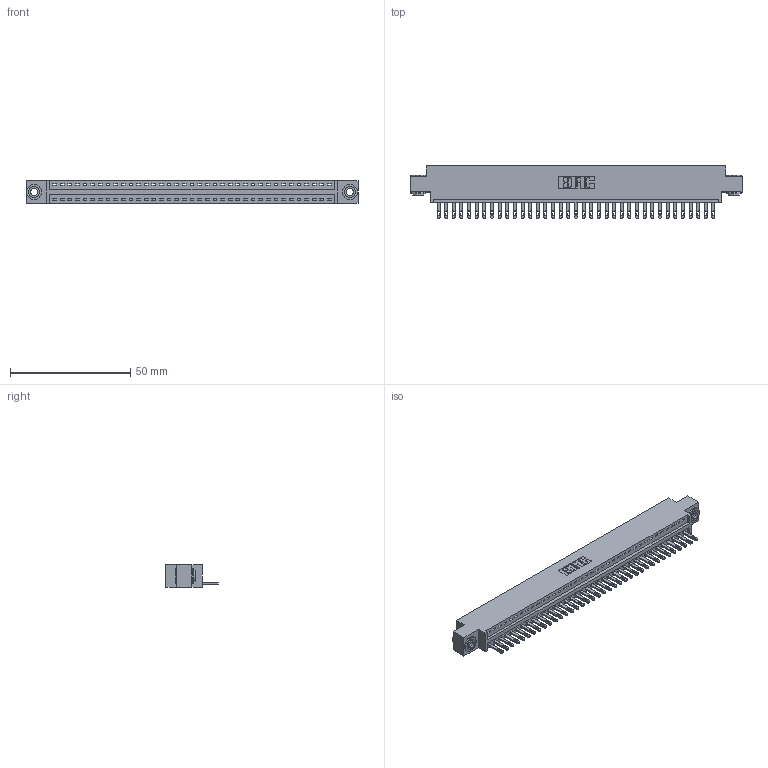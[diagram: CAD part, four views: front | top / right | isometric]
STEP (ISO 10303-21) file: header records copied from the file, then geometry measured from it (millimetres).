
FILE_DESCRIPTION (( 'STEP AP203' ), '1' );
FILE_NAME ('346-037-500-603.STEP', '2022-05-07T02:01:16', ( '' ), ( '' ), 'SwSTEP 2.0', 'SolidWorks 2020', '' );
FILE_SCHEMA (( 'CONFIG_CONTROL_DESIGN' ));
Length unit declared in the file: inch
Products named in the file (4): 345-250-002_345-250-002-102; 346-037-500-603; 346 Part_0.170 Offset - 0.156 Dia-TH; 345-292-001_345-293-100
Assembly tree (40 placements, depth 2):
  346-037-500-603
    346 Part_0.170 Offset - 0.156 Dia-TH
    345-292-001_345-293-100  x37
    345-250-002_345-250-002-102  x2
Bounding box: 138.05 x 21.84 x 9.4 mm (x, y, z)
Volume: 13049.5 mm3; surface area: 16754.2 mm2
Topology: 40 solids, 40 shells, 2176 faces, 6669 edges, 4442 vertices
Faces by surface type: plane 1362, cylinder 806, cone 8
Entity records: 24764 total; most frequent: CARTESIAN_POINT 4228, ORIENTED_EDGE 4190, DIRECTION 3767, EDGE_CURVE 2095, LINE 1787, VECTOR 1787, VERTEX_POINT 1394, AXIS2_PLACEMENT_3D 990
